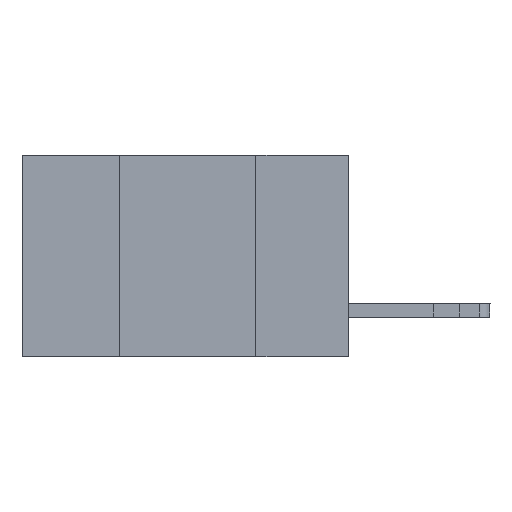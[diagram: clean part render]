
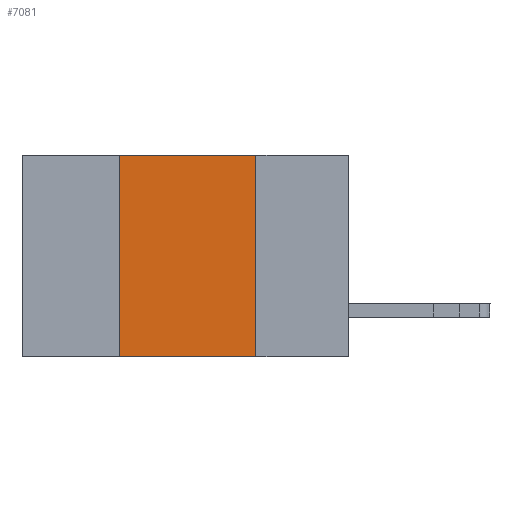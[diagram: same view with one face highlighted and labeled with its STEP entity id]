
A CAD part, left-side view. The second image highlights one B-rep face of the part: STEP entity #7081.
In plain terms, the highlighted planar face has unit normal (-1, 0, 0).
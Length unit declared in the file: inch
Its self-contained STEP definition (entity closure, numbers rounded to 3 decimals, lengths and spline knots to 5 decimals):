
#55 = CARTESIAN_POINT ( 'NONE',  ( 0., 0.6, 0. ) ) ;
#272 = VERTEX_POINT ( 'NONE', #9404 ) ;
#308 = CARTESIAN_POINT ( 'NONE',  ( 0., 0.6, -0.37 ) ) ;
#646 = VERTEX_POINT ( 'NONE', #1588 ) ;
#902 = CARTESIAN_POINT ( 'NONE',  ( 0., 0.42, 0. ) ) ;
#949 = EDGE_CURVE ( 'NONE', #1972, #272, #1965, .T. ) ;
#986 = ORIENTED_EDGE ( 'NONE', *, *, #6103, .T. ) ;
#1588 = CARTESIAN_POINT ( 'NONE',  ( 0., 0.42, -0.37 ) ) ;
#1965 = LINE ( 'NONE', #55, #9188 ) ;
#1972 = VERTEX_POINT ( 'NONE', #902 ) ;
#2125 = DIRECTION ( 'NONE',  ( 0., -1., 0. ) ) ;
#2352 = VECTOR ( 'NONE', #2399, 39.37008 ) ;
#2399 = DIRECTION ( 'NONE',  ( 0., 0., -1. ) ) ;
#3415 = EDGE_CURVE ( 'NONE', #646, #1972, #6607, .T. ) ;
#3497 = VECTOR ( 'NONE', #6969, 39.37008 ) ;
#3505 = ORIENTED_EDGE ( 'NONE', *, *, #3415, .F. ) ;
#3708 = EDGE_LOOP ( 'NONE', ( #10816, #5984, #3505, #986 ) ) ;
#3905 = DIRECTION ( 'NONE',  ( 0., 0., -1. ) ) ;
#4077 = DIRECTION ( 'NONE',  ( 1., 0., 0. ) ) ;
#4958 = CARTESIAN_POINT ( 'NONE',  ( 0., 0.6, 0. ) ) ;
#5984 = ORIENTED_EDGE ( 'NONE', *, *, #949, .F. ) ;
#6103 = EDGE_CURVE ( 'NONE', #646, #10279, #6700, .T. ) ;
#6607 = LINE ( 'NONE', #9731, #3497 ) ;
#6700 = LINE ( 'NONE', #308, #9669 ) ;
#6937 = DIRECTION ( 'NONE',  ( 0., -1., 0. ) ) ;
#6969 = DIRECTION ( 'NONE',  ( 0., 0., 1. ) ) ;
#7081 = ADVANCED_FACE ( 'NONE', ( #9219 ), #9683, .F. ) ;
#7173 = CARTESIAN_POINT ( 'NONE',  ( 0., 0.17, 0. ) ) ;
#9188 = VECTOR ( 'NONE', #2125, 39.37008 ) ;
#9219 = FACE_OUTER_BOUND ( 'NONE', #3708, .T. ) ;
#9404 = CARTESIAN_POINT ( 'NONE',  ( 0., 0.17, 0. ) ) ;
#9669 = VECTOR ( 'NONE', #6937, 39.37008 ) ;
#9683 = PLANE ( 'NONE',  #9973 ) ;
#9731 = CARTESIAN_POINT ( 'NONE',  ( 0., 0.42, 0. ) ) ;
#9926 = EDGE_CURVE ( 'NONE', #272, #10279, #10962, .T. ) ;
#9973 = AXIS2_PLACEMENT_3D ( 'NONE', #4958, #4077, #3905 ) ;
#10279 = VERTEX_POINT ( 'NONE', #12270 ) ;
#10816 = ORIENTED_EDGE ( 'NONE', *, *, #9926, .F. ) ;
#10962 = LINE ( 'NONE', #7173, #2352 ) ;
#12270 = CARTESIAN_POINT ( 'NONE',  ( 0., 0.17, -0.37 ) ) ;
